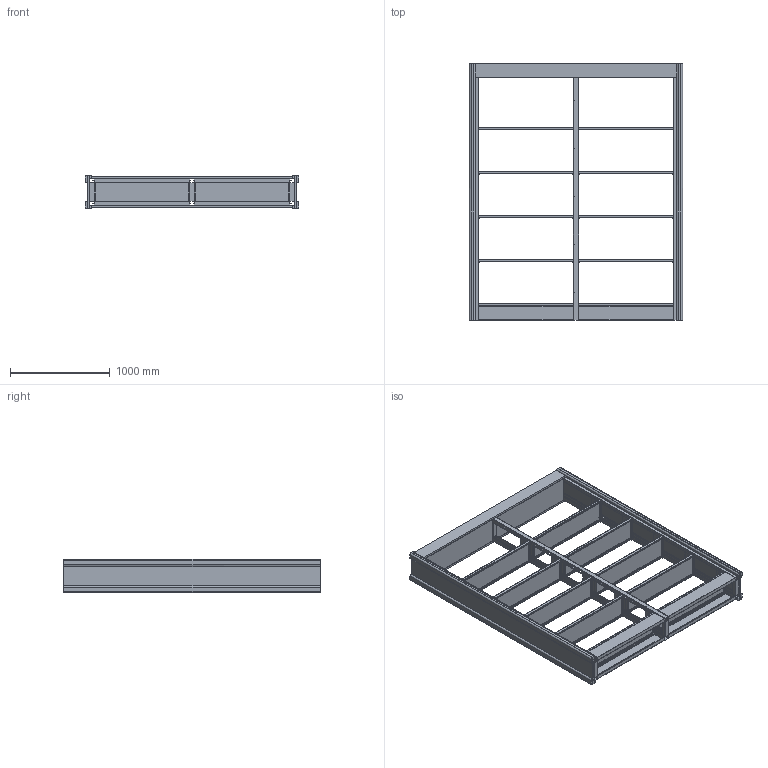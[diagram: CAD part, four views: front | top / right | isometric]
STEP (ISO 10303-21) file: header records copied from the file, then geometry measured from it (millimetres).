
FILE_DESCRIPTION(('FreeCAD Model'),'2;1');
FILE_NAME('Open CASCADE Shape Model','2025-04-29T17:34:57',('FreeCAD'),( 'FreeCAD'),'Open CASCADE STEP processor 7.6','FreeCAD','Unknown');
FILE_SCHEMA(('AUTOMOTIVE_DESIGN { 1 0 10303 214 1 1 1 1 }'));
Products named in the file (1): Open CASCADE STEP translator 7.6 1
Bounding box: 2133.93 x 2566.94 x 333.95 mm (x, y, z)
Volume: 72270913.2 mm3; surface area: 23728634.2 mm2
Topology: 59 solids, 59 shells, 6574 faces, 16416 edges, 10000 vertices
Faces by surface type: bspline 6574
Entity records: 198616 total; most frequent: CARTESIAN_POINT 100049, ORIENTED_EDGE 32832, EDGE_CURVE 16416, B_SPLINE_CURVE_WITH_KNOTS 12236, VERTEX_POINT 10000, FACE_BOUND 8018, EDGE_LOOP 8018, ADVANCED_FACE 6574
